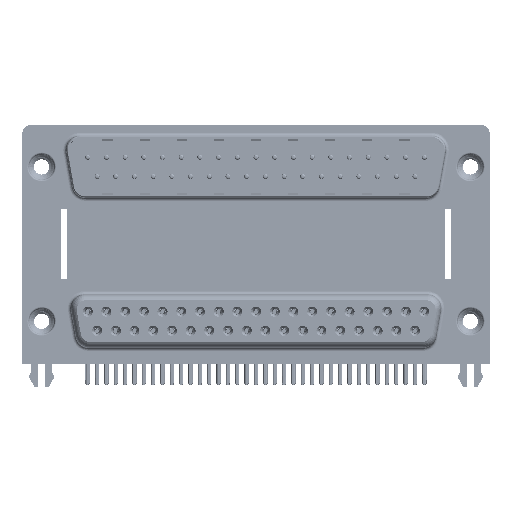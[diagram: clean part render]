
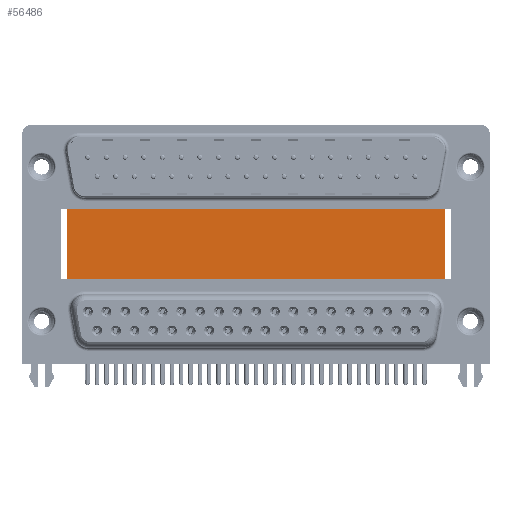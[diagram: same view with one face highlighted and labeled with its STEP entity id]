
A CAD part, top view. The second image highlights one B-rep face of the part: STEP entity #56486.
In plain terms, the highlighted planar face has unit normal (0, 0, 1).
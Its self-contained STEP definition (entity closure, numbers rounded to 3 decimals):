
#2597 = CARTESIAN_POINT ( 'NONE',  ( 3.79, -3.735, -12. ) ) ;
#2664 = VECTOR ( 'NONE', #4686, 1000. ) ;
#3654 = CARTESIAN_POINT ( 'NONE',  ( 3.79, -3.735, -12. ) ) ;
#4686 = DIRECTION ( 'NONE',  ( 0., -1., 0. ) ) ;
#8740 = AXIS2_PLACEMENT_3D ( 'NONE', #15739, #10395, #53741 ) ;
#10395 = DIRECTION ( 'NONE',  ( 0., 0., -1. ) ) ;
#15739 = CARTESIAN_POINT ( 'NONE',  ( 3.79, 16.585, -12. ) ) ;
#17513 = ORIENTED_EDGE ( 'NONE', *, *, #50901, .F. ) ;
#17985 = CARTESIAN_POINT ( 'NONE',  ( 3.79, 16.585, -12. ) ) ;
#20109 = VERTEX_POINT ( 'NONE', #57451 ) ;
#21085 = LINE ( 'NONE', #37061, #60556 ) ;
#25381 = CARTESIAN_POINT ( 'NONE',  ( 59.71, 16.585, -12. ) ) ;
#25667 = LINE ( 'NONE', #42352, #2664 ) ;
#26356 = EDGE_CURVE ( 'NONE', #52214, #27561, #25667, .T. ) ;
#27561 = VERTEX_POINT ( 'NONE', #3654 ) ;
#32436 = DIRECTION ( 'NONE',  ( 0., -1., 0. ) ) ;
#34319 = LINE ( 'NONE', #17985, #40694 ) ;
#37061 = CARTESIAN_POINT ( 'NONE',  ( 59.71, 16.585, -12. ) ) ;
#38040 = VERTEX_POINT ( 'NONE', #25381 ) ;
#39222 = LINE ( 'NONE', #2597, #53360 ) ;
#40649 = EDGE_CURVE ( 'NONE', #52214, #38040, #34319, .T. ) ;
#40694 = VECTOR ( 'NONE', #52688, 1000. ) ;
#42352 = CARTESIAN_POINT ( 'NONE',  ( 3.79, 16.585, -12. ) ) ;
#43432 = PLANE ( 'NONE',  #8740 ) ;
#44892 = DIRECTION ( 'NONE',  ( 1., 0., 0. ) ) ;
#45262 = CARTESIAN_POINT ( 'NONE',  ( 3.79, 16.585, -12. ) ) ;
#50901 = EDGE_CURVE ( 'NONE', #38040, #20109, #21085, .T. ) ;
#52214 = VERTEX_POINT ( 'NONE', #45262 ) ;
#52688 = DIRECTION ( 'NONE',  ( 1., 0., 0. ) ) ;
#53360 = VECTOR ( 'NONE', #44892, 1000. ) ;
#53538 = ORIENTED_EDGE ( 'NONE', *, *, #26356, .T. ) ;
#53741 = DIRECTION ( 'NONE',  ( -1., 0., 0. ) ) ;
#56210 = ORIENTED_EDGE ( 'NONE', *, *, #68898, .T. ) ;
#56486 = ADVANCED_FACE ( 'NONE', ( #58739 ), #43432, .F. ) ;
#57451 = CARTESIAN_POINT ( 'NONE',  ( 59.71, -3.735, -12. ) ) ;
#58739 = FACE_OUTER_BOUND ( 'NONE', #61868, .T. ) ;
#60556 = VECTOR ( 'NONE', #32436, 1000. ) ;
#61868 = EDGE_LOOP ( 'NONE', ( #56210, #17513, #68916, #53538 ) ) ;
#68898 = EDGE_CURVE ( 'NONE', #27561, #20109, #39222, .T. ) ;
#68916 = ORIENTED_EDGE ( 'NONE', *, *, #40649, .F. ) ;
